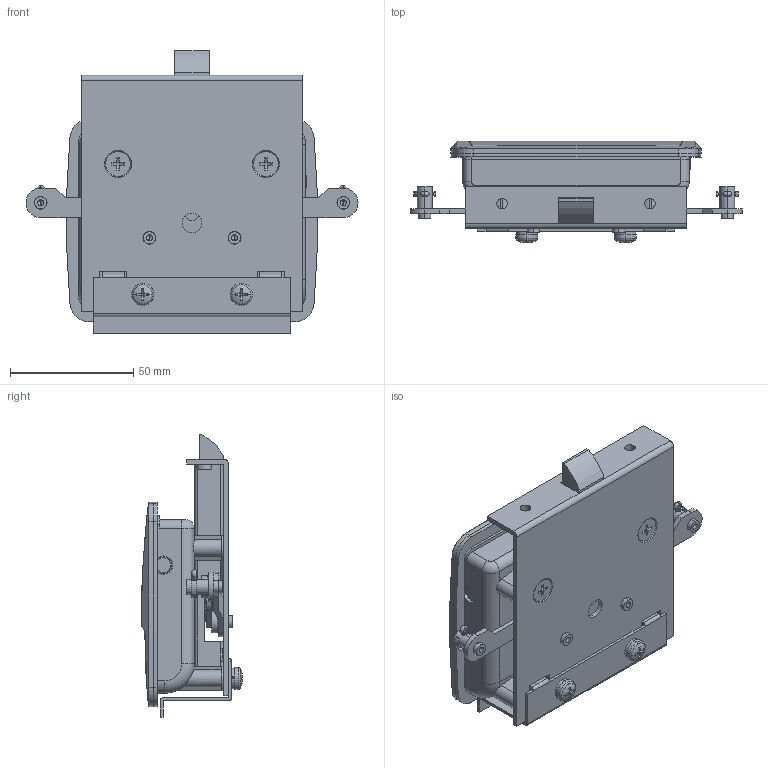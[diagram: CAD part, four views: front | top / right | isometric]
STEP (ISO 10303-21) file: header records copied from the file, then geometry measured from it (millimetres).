
FILE_DESCRIPTION (( 'STEP AP203' ), '1' );
FILE_NAME ('A-1151R-A-1-2.STEP', '2021-07-02T05:52:46', ( '' ), ( '' ), 'SwSTEP 2.0', 'SolidWorks 2018', '' );
FILE_SCHEMA (( 'CONFIG_CONTROL_DESIGN' ));
Length unit declared in the file: millimetre
Products named in the file (20): A-1151R-A-1-2_本体Assy_; A-1151R-A-1-2_押え板_; A-1151R-A-1-2_ガイド_; A-1151R-A-1-2_プレート_; A-1151R-A-1-2_ハンドル_; A-1151R-A-1-2_十字穴付小ねじ_内径基準ver1.02__M5x10十字穴付なべ小ねじ(SUS)SWシングルセムス(P2); A-1151R-A-1-2_割りピン__取付状態; A-1151R-A-1-2_リンクプレート用シャフト_; A-1151R-A-1-2_ラッチ用シャフト_; A-1151R-A-1-2_十字穴付皿小ねじ_内径基準ver1.02__M5x10十字穴付皿小ねじ(SUS); A-1151R-A-1-2_儕儞僋僾儗乕僩B_; A-1151R-A-1-2_儕儞僋僾儗乕僩C_; A-1151R-A-1-2_ピン_; A-1151R-A-1-2_本体_; A-1151R-A-1-2_儕儞僋僾儗乕僩A_; A-1151R-A-1-2; A-1151R-A-1-2_僾儗乕僩Assy_; A-1151R-A-1-2_パッキン_; A-1151R-A-1-2_ラッチ_; A-1151R-A-1-2_シャフト_
Assembly tree (29 placements, depth 3):
  A-1151R-A-1-2
    A-1151R-A-1-2_本体Assy_
      A-1151R-A-1-2_本体_
      A-1151R-A-1-2_ハンドル_
      A-1151R-A-1-2_シャフト_
      A-1151R-A-1-2_パッキン_
    A-1151R-A-1-2_僾儗乕僩Assy_
      A-1151R-A-1-2_プレート_
      A-1151R-A-1-2_ガイド_
      A-1151R-A-1-2_ラッチ_
      A-1151R-A-1-2_ラッチ用シャフト_
      A-1151R-A-1-2_儕儞僋僾儗乕僩A_
      A-1151R-A-1-2_儕儞僋僾儗乕僩B_
      A-1151R-A-1-2_リンクプレート用シャフト_  x4
      A-1151R-A-1-2_儕儞僋僾儗乕僩C_  x2
      A-1151R-A-1-2_ピン_  x2
      A-1151R-A-1-2_割りピン__取付状態  x2
    A-1151R-A-1-2_押え板_
    A-1151R-A-1-2_十字穴付皿小ねじ_内径基準ver1.02__M5x10十字穴付皿小ねじ(SUS)  x4
    A-1151R-A-1-2_十字穴付小ねじ_内径基準ver1.02__M5x10十字穴付なべ小ねじ(SUS)SWシングルセムス(P2)  x2
Bounding box: 134.76 x 41.26 x 114.8 mm (x, y, z)
Volume: 94955 mm3; surface area: 94190.4 mm2
Topology: 27 solids, 27 shells, 812 faces, 2037 edges, 1300 vertices
Faces by surface type: plane 375, cylinder 298, cone 66, torus 47, bspline 20, sphere 6
Entity records: 21401 total; most frequent: CARTESIAN_POINT 5154, DIRECTION 2930, ORIENTED_EDGE 2862, EDGE_CURVE 1431, AXIS2_PLACEMENT_3D 1069, VERTEX_POINT 921, VECTOR 792, LINE 792
